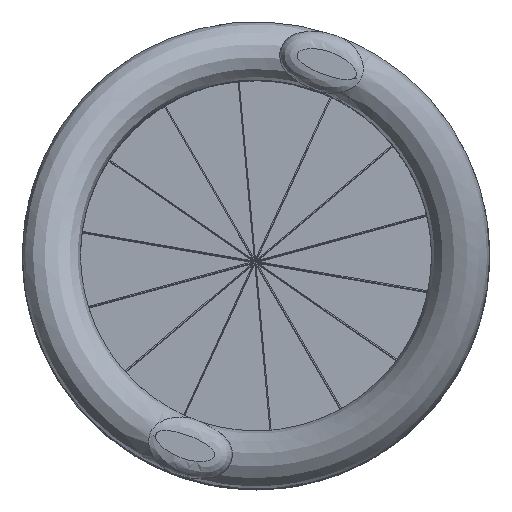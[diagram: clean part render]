
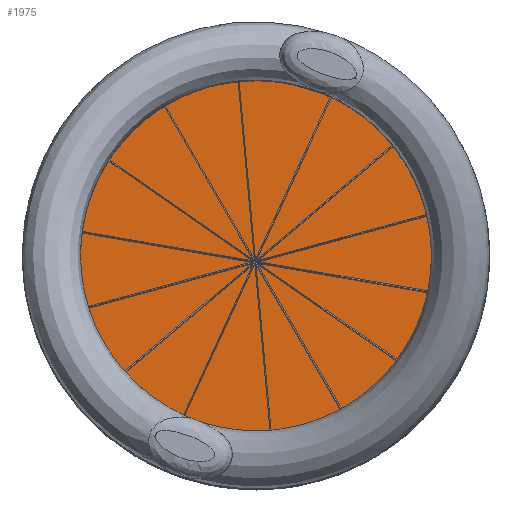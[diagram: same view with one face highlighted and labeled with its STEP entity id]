
A CAD part, top view. The second image highlights one B-rep face of the part: STEP entity #1975.
In plain terms, the highlighted planar face has unit normal (0, 0, -1).
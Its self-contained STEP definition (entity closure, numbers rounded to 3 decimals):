
#566=PLANE('',#2143);
#700=FACE_OUTER_BOUND('',#835,.T.);
#835=EDGE_LOOP('',(#1449));
#976=CIRCLE('',#2144,40.);
#988=VERTEX_POINT('',#4304);
#1170=EDGE_CURVE('',#988,#988,#976,.T.);
#1449=ORIENTED_EDGE('',*,*,#1170,.T.);
#1975=ADVANCED_FACE('',(#700),#566,.F.);
#2143=AXIS2_PLACEMENT_3D('',#4303,#2286,#2287);
#2144=AXIS2_PLACEMENT_3D('',#4305,#2288,#2289);
#2286=DIRECTION('center_axis',(0.,0.,1.));
#2287=DIRECTION('ref_axis',(1.,0.,0.));
#2288=DIRECTION('center_axis',(0.,0.,-1.));
#2289=DIRECTION('ref_axis',(1.,0.,0.));
#4303=CARTESIAN_POINT('Origin',(0.,0.,5.));
#4304=CARTESIAN_POINT('',(-40.,0.,5.));
#4305=CARTESIAN_POINT('Origin',(0.,0.,5.));
